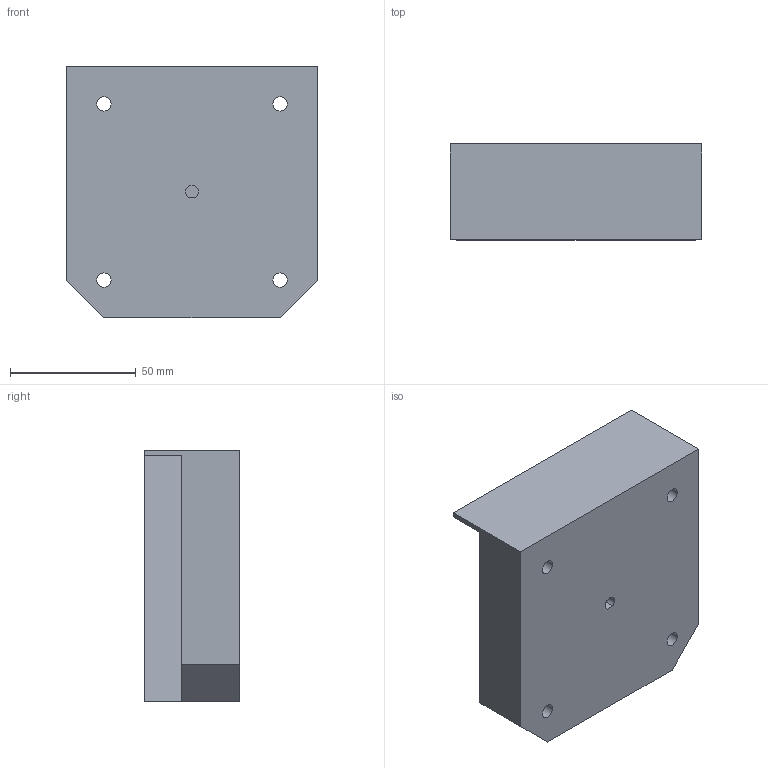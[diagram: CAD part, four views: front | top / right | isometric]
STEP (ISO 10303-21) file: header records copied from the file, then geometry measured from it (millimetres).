
FILE_DESCRIPTION (( 'STEP AP214' ), '1' );
FILE_NAME ('Middle_Chassis_v1.STEP', '2025-04-02T02:30:55', ( '' ), ( '' ), 'SwSTEP 2.0', 'SolidWorks 2023', '' );
FILE_SCHEMA (( 'AUTOMOTIVE_DESIGN' ));
Length unit declared in the file: millimetre
Products named in the file (2): Part1^MASTER-ASSEMBLY; Middle_Chassis_v1
Assembly tree (1 placements, depth 2):
  Middle_Chassis_v1
    Part1^MASTER-ASSEMBLY
Bounding box: 100 x 38 x 100 mm (x, y, z)
Volume: 261163.9 mm3; surface area: 37364 mm2
Topology: 1 solids, 1 shells, 27 faces, 72 edges, 48 vertices
Faces by surface type: plane 16, cylinder 11
Entity records: 919 total; most frequent: DIRECTION 156, CARTESIAN_POINT 151, ORIENTED_EDGE 144, EDGE_CURVE 72, AXIS2_PLACEMENT_3D 53, VECTOR 50, LINE 50, VERTEX_POINT 48
